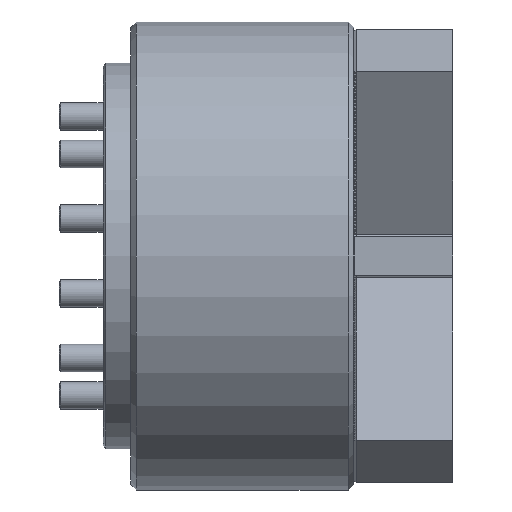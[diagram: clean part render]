
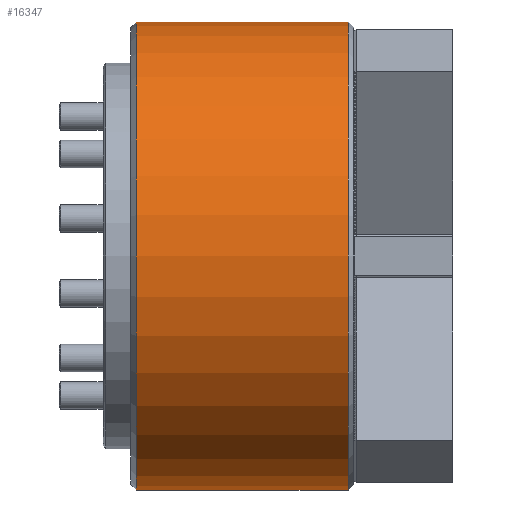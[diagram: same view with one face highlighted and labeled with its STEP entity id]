
A CAD part, front view. The second image highlights one B-rep face of the part: STEP entity #16347.
In plain terms, the highlighted cylindrical face has radius 85 mm (diameter 170 mm), a full revolution.
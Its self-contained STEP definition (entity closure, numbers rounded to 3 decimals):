
#1327 = CIRCLE ( 'NONE', #13185, 85. ) ;
#1683 = FACE_OUTER_BOUND ( 'NONE', #7378, .T. ) ;
#2019 = CARTESIAN_POINT ( 'NONE',  ( 0., 0., 0. ) ) ;
#2130 = CARTESIAN_POINT ( 'NONE',  ( 2., 0., 0. ) ) ;
#2891 = CARTESIAN_POINT ( 'NONE',  ( 79., 0., 0. ) ) ;
#3215 = FACE_OUTER_BOUND ( 'NONE', #7224, .T. ) ;
#3469 = DIRECTION ( 'NONE',  ( 0., 0., -1. ) ) ;
#3507 = CARTESIAN_POINT ( 'NONE',  ( 79., 0., 85. ) ) ;
#4280 = DIRECTION ( 'NONE',  ( 0., 0., 1. ) ) ;
#6256 = DIRECTION ( 'NONE',  ( -1., 0., 0. ) ) ;
#7224 = EDGE_LOOP ( 'NONE', ( #10915 ) ) ;
#7378 = EDGE_LOOP ( 'NONE', ( #12158 ) ) ;
#8901 = CARTESIAN_POINT ( 'NONE',  ( 2., 0., -85. ) ) ;
#10366 = CIRCLE ( 'NONE', #18025, 85. ) ;
#10915 = ORIENTED_EDGE ( 'NONE', *, *, #13023, .T. ) ;
#11059 = AXIS2_PLACEMENT_3D ( 'NONE', #2019, #6256, #16408 ) ;
#12067 = DIRECTION ( 'NONE',  ( 1., 0., 0. ) ) ;
#12158 = ORIENTED_EDGE ( 'NONE', *, *, #17933, .T. ) ;
#12688 = CYLINDRICAL_SURFACE ( 'NONE', #11059, 85. ) ;
#12700 = VERTEX_POINT ( 'NONE', #3507 ) ;
#12824 = DIRECTION ( 'NONE',  ( -1., 0., 0. ) ) ;
#13023 = EDGE_CURVE ( 'NONE', #15825, #15825, #1327, .T. ) ;
#13185 = AXIS2_PLACEMENT_3D ( 'NONE', #2130, #12067, #3469 ) ;
#15825 = VERTEX_POINT ( 'NONE', #8901 ) ;
#16347 = ADVANCED_FACE ( 'NONE', ( #3215, #1683 ), #12688, .T. ) ;
#16408 = DIRECTION ( 'NONE',  ( 0., 0., 1. ) ) ;
#17933 = EDGE_CURVE ( 'NONE', #12700, #12700, #10366, .T. ) ;
#18025 = AXIS2_PLACEMENT_3D ( 'NONE', #2891, #12824, #4280 ) ;
